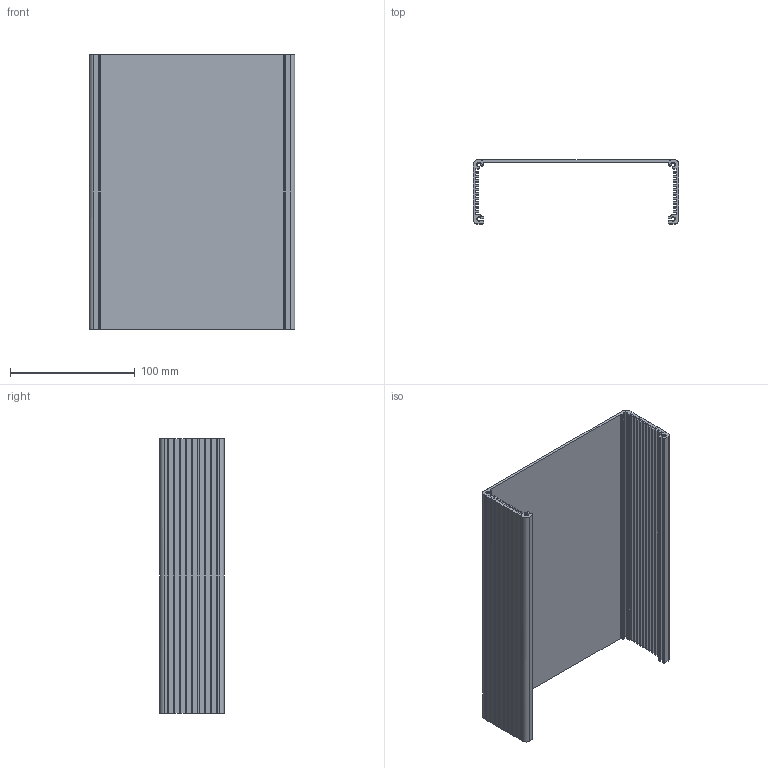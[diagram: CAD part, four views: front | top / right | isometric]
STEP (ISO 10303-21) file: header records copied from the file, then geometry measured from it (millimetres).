
FILE_DESCRIPTION(('FreeCAD Model'),'2;1');
FILE_NAME('Open CASCADE Shape Model','2023-05-24T08:39:38',('Author'),( ''),'Open CASCADE STEP processor 7.6','FreeCAD','Unknown');
FILE_SCHEMA(('AUTOMOTIVE_DESIGN { 1 0 10303 214 1 1 1 1 }'));
Length unit declared in the file: millimetre
Products named in the file (1): _455T2202
Bounding box: 165 x 51.5 x 220 mm (x, y, z)
Volume: 161205.2 mm3; surface area: 154524 mm2
Topology: 1 solids, 1 shells, 240 faces, 714 edges, 476 vertices
Faces by surface type: bspline 240
Entity records: 23518 total; most frequent: CARTESIAN_POINT 14511, B_SPLINE_CURVE_WITH_KNOTS 1934, ORIENTED_EDGE 1428, PCURVE 1428, DEFINITIONAL_REPRESENTATION 1428, EDGE_CURVE 714, SURFACE_CURVE 714, VERTEX_POINT 476
